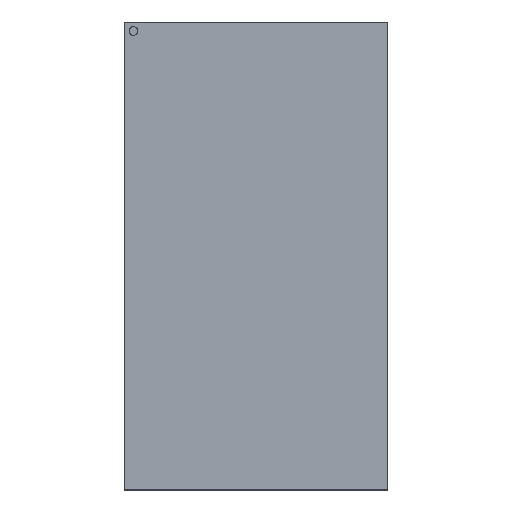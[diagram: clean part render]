
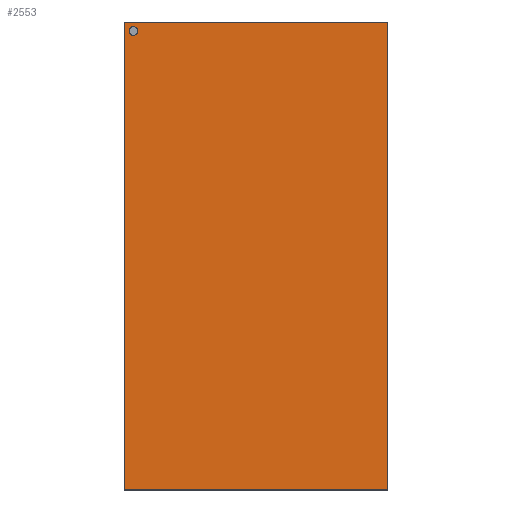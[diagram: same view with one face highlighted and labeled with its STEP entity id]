
A CAD part, top view. The second image highlights one B-rep face of the part: STEP entity #2553.
In plain terms, the highlighted planar face has unit normal (0, 0, 1).
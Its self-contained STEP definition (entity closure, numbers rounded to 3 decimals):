
#961 = VERTEX_POINT('',#962);
#962 = CARTESIAN_POINT('',(-4.5,8.,1.2));
#970 = VERTEX_POINT('',#971);
#971 = CARTESIAN_POINT('',(4.5,8.,1.2));
#977 = EDGE_CURVE('',#961,#970,#978,.T.);
#978 = LINE('',#979,#980);
#979 = CARTESIAN_POINT('',(-4.5,8.,1.2));
#980 = VECTOR('',#981,1.);
#981 = DIRECTION('',(1.,0.,0.));
#993 = EDGE_CURVE('',#970,#994,#996,.T.);
#994 = VERTEX_POINT('',#995);
#995 = CARTESIAN_POINT('',(4.5,-8.,1.2));
#996 = LINE('',#997,#998);
#997 = CARTESIAN_POINT('',(4.5,8.,1.2));
#998 = VECTOR('',#999,1.);
#999 = DIRECTION('',(0.,-1.,0.));
#1017 = EDGE_CURVE('',#961,#1018,#1020,.T.);
#1018 = VERTEX_POINT('',#1019);
#1019 = CARTESIAN_POINT('',(-4.5,-8.,1.2));
#1020 = LINE('',#1021,#1022);
#1021 = CARTESIAN_POINT('',(-4.5,8.,1.2));
#1022 = VECTOR('',#1023,1.);
#1023 = DIRECTION('',(0.,-1.,0.));
#1042 = EDGE_CURVE('',#1018,#994,#1043,.T.);
#1043 = LINE('',#1044,#1045);
#1044 = CARTESIAN_POINT('',(-4.5,-8.,1.2));
#1045 = VECTOR('',#1046,1.);
#1046 = DIRECTION('',(1.,0.,0.));
#2553 = ADVANCED_FACE('',(#2554,#2560),#2571,.T.);
#2554 = FACE_BOUND('',#2555,.T.);
#2555 = EDGE_LOOP('',(#2556,#2557,#2558,#2559));
#2556 = ORIENTED_EDGE('',*,*,#977,.F.);
#2557 = ORIENTED_EDGE('',*,*,#1017,.T.);
#2558 = ORIENTED_EDGE('',*,*,#1042,.T.);
#2559 = ORIENTED_EDGE('',*,*,#993,.F.);
#2560 = FACE_BOUND('',#2561,.T.);
#2561 = EDGE_LOOP('',(#2562));
#2562 = ORIENTED_EDGE('',*,*,#2563,.T.);
#2563 = EDGE_CURVE('',#2564,#2564,#2566,.T.);
#2564 = VERTEX_POINT('',#2565);
#2565 = CARTESIAN_POINT('',(-4.19,7.54,1.2));
#2566 = CIRCLE('',#2567,0.15);
#2567 = AXIS2_PLACEMENT_3D('',#2568,#2569,#2570);
#2568 = CARTESIAN_POINT('',(-4.19,7.69,1.2));
#2569 = DIRECTION('',(-0.,0.,-1.));
#2570 = DIRECTION('',(0.,-1.,0.));
#2571 = PLANE('',#2572);
#2572 = AXIS2_PLACEMENT_3D('',#2573,#2574,#2575);
#2573 = CARTESIAN_POINT('',(-4.5,8.,1.2));
#2574 = DIRECTION('',(0.,0.,1.));
#2575 = DIRECTION('',(0.,-1.,0.));
